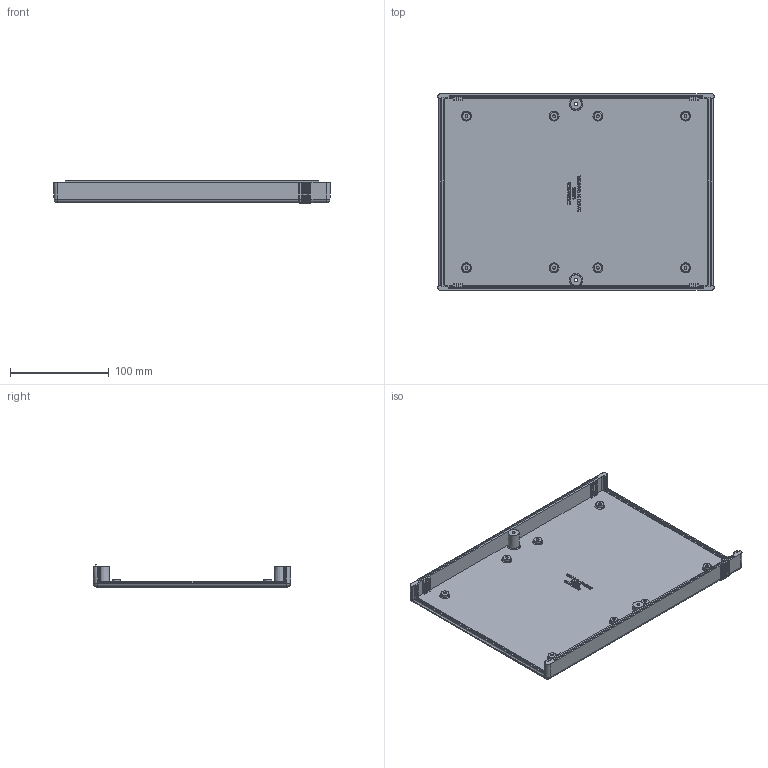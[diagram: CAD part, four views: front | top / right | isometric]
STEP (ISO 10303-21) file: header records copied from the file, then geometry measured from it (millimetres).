
FILE_DESCRIPTION((''),'2;1');
FILE_NAME('1598H Bottom.stp','2006-10-13T15:33:19',('rboehler'),(''),'Autodesk Inventor 11','Autodesk Inventor 11','');
FILE_SCHEMA(('AUTOMOTIVE_DESIGN { 1 0 10303 214 1 1 1 1 }'));
Length unit declared in the file: millimetre
Products named in the file (1): 1598H Bottom
Bounding box: 280.89 x 200.89 x 22.5 mm (x, y, z)
Volume: 253690.7 mm3; surface area: 141590.8 mm2
Topology: 1 solids, 1 shells, 625 faces, 1581 edges, 1008 vertices
Faces by surface type: plane 395, bspline 178, cylinder 46, sphere 4, cone 2
Full cylindrical faces by diameter (mm): 8 x8
Entity records: 20777 total; most frequent: CARTESIAN_POINT 6864, ORIENTED_EDGE 3082, DIRECTION 2359, EDGE_CURVE 1541, VECTOR 1147, LINE 1147, VERTEX_POINT 1004, EDGE_LOOP 715
